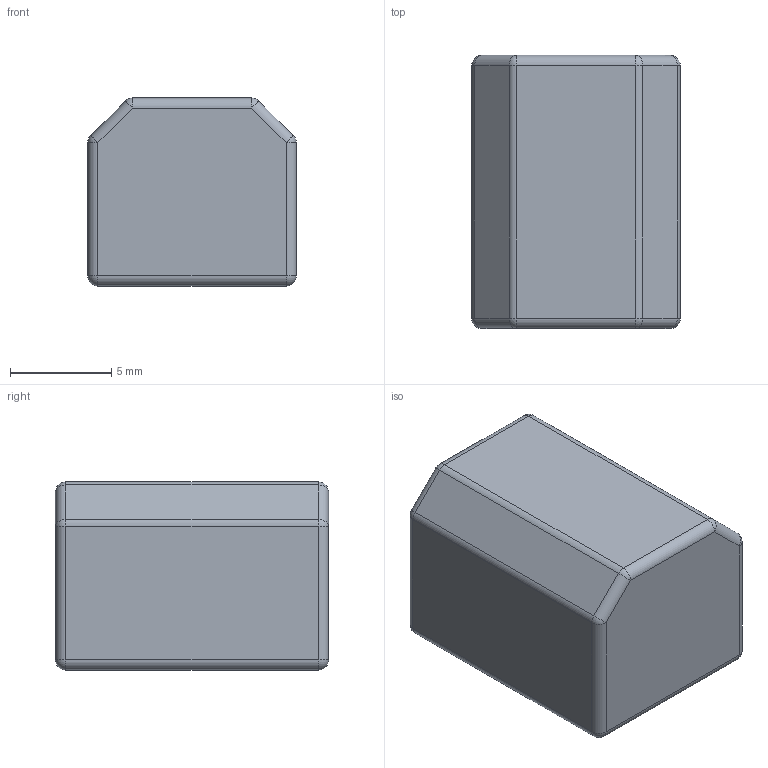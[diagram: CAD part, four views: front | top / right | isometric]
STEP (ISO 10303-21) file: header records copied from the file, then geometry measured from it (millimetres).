
FILE_DESCRIPTION( ( 'Unknown' ), '1' );
FILE_NAME( '726142003.stp', 'Unknown', ( 'Unknown' ), ( 'Unknown' ), 'PSStep 19.0.9', 'Unknown', ' ' );
FILE_SCHEMA( ( 'AUTOMOTIVE_DESIGN { 1 0 10303 214 1 1 1 1 }' ) );
Length unit declared in the file: millimetre
Products named in the file (1): 1
Bounding box: 10.3 x 13.5 x 9.3 mm (x, y, z)
Volume: 499.2 mm3; surface area: 1022.8 mm2
Topology: 1 solids, 1 shells, 51 faces, 110 edges, 54 vertices
Faces by surface type: plane 21, cylinder 18, sphere 12
Entity records: 1700 total; most frequent: DIRECTION 242, CARTESIAN_POINT 208, ORIENTED_EDGE 204, EDGE_CURVE 102, AXIS2_PLACEMENT_3D 88, LINE 66, VECTOR 66, VERTEX_POINT 54
